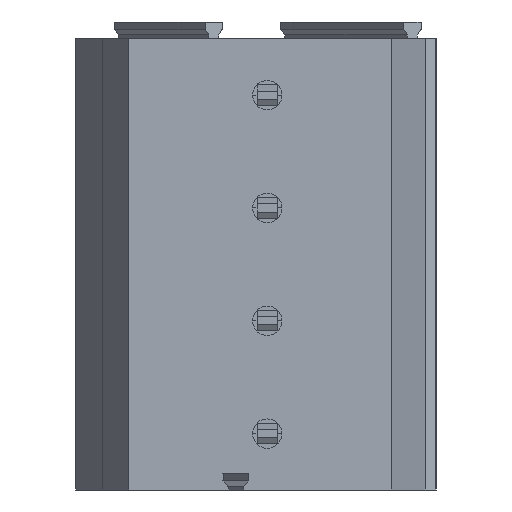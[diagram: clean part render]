
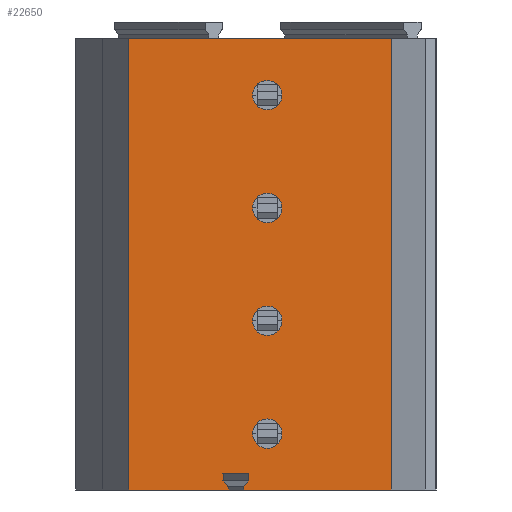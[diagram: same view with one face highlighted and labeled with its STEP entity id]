
A CAD part, front view. The second image highlights one B-rep face of the part: STEP entity #22650.
In plain terms, the highlighted planar face has unit normal (0, -1, 0).
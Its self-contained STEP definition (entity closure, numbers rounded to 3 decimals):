
#13360=CARTESIAN_POINT('',(-48.538,
   10.165,0.));
#13370=VERTEX_POINT('',#13360);
#13400=CARTESIAN_POINT('',(-49.188,
   10.165,0.));
#13410=DIRECTION('',(0.,-1.,
   0.));
#13420=DIRECTION('',(1.,0.,
   0.));
#13430=AXIS2_PLACEMENT_3D('',#13400,#13410,#13420);
#13440=CIRCLE('',#13430,0.65);
#13450=CARTESIAN_POINT('',(-49.838,
   10.165,0.));
#13460=VERTEX_POINT('',#13450);
#13470=EDGE_CURVE('',#13460,#13370,#13440,.T.);
#19910=CARTESIAN_POINT('',(-43.688,
   10.165,2.5));
#19920=VERTEX_POINT('',#19910);
#19950=CARTESIAN_POINT('',(-55.324,
   10.165,2.5));
#19960=DIRECTION('',(1.,0.,
   0.));
#19970=VECTOR('',#19960,1.);
#19980=LINE('',#19950,#19970);
#19990=CARTESIAN_POINT('',(-55.324,
   10.165,2.5));
#20000=VERTEX_POINT('',#19990);
#20010=EDGE_CURVE('',#20000,#19920,#19980,.T.);
#21250=CARTESIAN_POINT('',(-43.688,
   10.165,-5.));
#21260=DIRECTION('',(0.,-1.,
   0.));
#21270=DIRECTION('',(-1.,0.,
   0.));
#21280=AXIS2_PLACEMENT_3D('',#21250,#21260,#21270);
#21290=PLANE('',#21280);
#21300=ORIENTED_EDGE('',*,*,#20010,.F.);
#21310=CARTESIAN_POINT('',(-43.688,
   10.165,-10.));
#21320=DIRECTION('',(0.,0.,
   -1.));
#21330=VECTOR('',#21320,1.);
#21340=LINE('',#21310,#21330);
#21350=CARTESIAN_POINT('',(-43.688,
   10.165,-17.5));
#21360=VERTEX_POINT('',#21350);
#21370=EDGE_CURVE('',#19920,#21360,#21340,.T.);
#21380=ORIENTED_EDGE('',*,*,#21370,.F.);
#21390=CARTESIAN_POINT('',(0.,10.165
   ,-17.5));
#21400=DIRECTION('',(-1.,0.,
   0.));
#21410=VECTOR('',#21400,1.);
#21420=LINE('',#21390,#21410);
#21430=CARTESIAN_POINT('',(-50.237,
   10.165,-17.5));
#21440=VERTEX_POINT('',#21430);
#21450=EDGE_CURVE('',#21360,#21440,#21420,.T.);
#21460=ORIENTED_EDGE('',*,*,#21450,.F.);
#21470=CARTESIAN_POINT('',(-50.237,
   10.165,-10.));
#21480=DIRECTION('',(0.,0.,
   1.));
#21490=VECTOR('',#21480,1.);
#21500=LINE('',#21470,#21490);
#21510=CARTESIAN_POINT('',(-50.237,
   10.165,-17.333));
#21520=VERTEX_POINT('',#21510);
#21530=EDGE_CURVE('',#21440,#21520,#21500,.T.);
#21540=ORIENTED_EDGE('',*,*,#21530,.F.);
#21550=CARTESIAN_POINT('',(0.,10.165
   ,31.606));
#21560=DIRECTION('',(0.716,0.,
   0.698));
#21570=VECTOR('',#21560,1.);
#21580=LINE('',#21550,#21570);
#21590=CARTESIAN_POINT('',(-49.999,
   10.165,-17.101));
#21600=VERTEX_POINT('',#21590);
#21610=EDGE_CURVE('',#21520,#21600,#21580,.T.);
#21620=ORIENTED_EDGE('',*,*,#21610,.F.);
#21630=CARTESIAN_POINT('',(-49.999,
   10.165,-10.));
#21640=DIRECTION('',(0.,0.,
   1.));
#21650=VECTOR('',#21640,1.);
#21660=LINE('',#21630,#21650);
#21670=CARTESIAN_POINT('',(-49.999,
   10.165,-16.759));
#21680=VERTEX_POINT('',#21670);
#21690=EDGE_CURVE('',#21600,#21680,#21660,.T.);
#21700=ORIENTED_EDGE('',*,*,#21690,.F.);
#21710=CARTESIAN_POINT('',(0.,10.165
   ,-16.759));
#21720=DIRECTION('',(-1.,0.,
   0.));
#21730=VECTOR('',#21720,1.);
#21740=LINE('',#21710,#21730);
#21750=CARTESIAN_POINT('',(-51.132,
   10.165,-16.759));
#21760=VERTEX_POINT('',#21750);
#21770=EDGE_CURVE('',#21680,#21760,#21740,.T.);
#21780=ORIENTED_EDGE('',*,*,#21770,.F.);
#21790=CARTESIAN_POINT('',(-51.132,
   10.165,-10.));
#21800=DIRECTION('',(0.,0.,
   -1.));
#21810=VECTOR('',#21800,1.);
#21820=LINE('',#21790,#21810);
#21830=CARTESIAN_POINT('',(-51.132,
   10.165,-17.101));
#21840=VERTEX_POINT('',#21830);
#21850=EDGE_CURVE('',#21760,#21840,#21820,.T.);
#21860=ORIENTED_EDGE('',*,*,#21850,.F.);
#21870=CARTESIAN_POINT('',(0.,10.165
   ,-66.911));
#21880=DIRECTION('',(0.716,0.,
   -0.698));
#21890=VECTOR('',#21880,1.);
#21900=LINE('',#21870,#21890);
#21910=CARTESIAN_POINT('',(-50.894,
   10.165,-17.333));
#21920=VERTEX_POINT('',#21910);
#21930=EDGE_CURVE('',#21840,#21920,#21900,.T.);
#21940=ORIENTED_EDGE('',*,*,#21930,.F.);
#21950=CARTESIAN_POINT('',(-50.894,
   10.165,-10.));
#21960=DIRECTION('',(0.,0.,
   -1.));
#21970=VECTOR('',#21960,1.);
#21980=LINE('',#21950,#21970);
#21990=CARTESIAN_POINT('',(-50.894,
   10.165,-17.5));
#22000=VERTEX_POINT('',#21990);
#22010=EDGE_CURVE('',#21920,#22000,#21980,.T.);
#22020=ORIENTED_EDGE('',*,*,#22010,.F.);
#22030=CARTESIAN_POINT('',(-55.324,
   10.165,-17.5));
#22040=VERTEX_POINT('',#22030);
#22050=EDGE_CURVE('',#22000,#22040,#21420,.T.);
#22060=ORIENTED_EDGE('',*,*,#22050,.F.);
#22070=CARTESIAN_POINT('',(-55.324,
   10.165,-10.));
#22080=DIRECTION('',(0.,0.,
   1.));
#22090=VECTOR('',#22080,1.);
#22100=LINE('',#22070,#22090);
#22110=EDGE_CURVE('',#22040,#20000,#22100,.T.);
#22120=ORIENTED_EDGE('',*,*,#22110,.F.);
#22130=EDGE_LOOP('',(#22120,#22060,#22020,#21940,#21860,#21780,#21700,
   #21620,#21540,#21460,#21380,#21300));
#22140=FACE_OUTER_BOUND('',#22130,.T.);
#22150=ORIENTED_EDGE('',*,*,#13470,.F.);
#22160=EDGE_CURVE('',#13370,#13460,#13440,.T.);
#22170=ORIENTED_EDGE('',*,*,#22160,.F.);
#22180=EDGE_LOOP('',(#22170,#22150));
#22190=FACE_BOUND('',#22180,.T.);
#22200=CARTESIAN_POINT('',(-49.188,
   10.165,-5.));
#22210=DIRECTION('',(0.,-1.,
   0.));
#22220=DIRECTION('',(1.,0.,
   0.));
#22230=AXIS2_PLACEMENT_3D('',#22200,#22210,#22220);
#22240=CIRCLE('',#22230,0.65);
#22250=CARTESIAN_POINT('',(-49.838,
   10.165,-5.));
#22260=VERTEX_POINT('',#22250);
#22270=CARTESIAN_POINT('',(-48.538,
   10.165,-5.));
#22280=VERTEX_POINT('',#22270);
#22290=EDGE_CURVE('',#22260,#22280,#22240,.T.);
#22300=ORIENTED_EDGE('',*,*,#22290,.F.);
#22310=EDGE_CURVE('',#22280,#22260,#22240,.T.);
#22320=ORIENTED_EDGE('',*,*,#22310,.F.);
#22330=EDGE_LOOP('',(#22320,#22300));
#22340=FACE_BOUND('',#22330,.T.);
#22350=CARTESIAN_POINT('',(-49.188,
   10.165,-15.));
#22360=DIRECTION('',(0.,-1.,
   0.));
#22370=DIRECTION('',(1.,0.,
   0.));
#22380=AXIS2_PLACEMENT_3D('',#22350,#22360,#22370);
#22390=CIRCLE('',#22380,0.65);
#22400=CARTESIAN_POINT('',(-49.838,
   10.165,-15.));
#22410=VERTEX_POINT('',#22400);
#22420=CARTESIAN_POINT('',(-48.538,
   10.165,-15.));
#22430=VERTEX_POINT('',#22420);
#22440=EDGE_CURVE('',#22410,#22430,#22390,.T.);
#22450=ORIENTED_EDGE('',*,*,#22440,.F.);
#22460=EDGE_CURVE('',#22430,#22410,#22390,.T.);
#22470=ORIENTED_EDGE('',*,*,#22460,.F.);
#22480=EDGE_LOOP('',(#22470,#22450));
#22490=FACE_BOUND('',#22480,.T.);
#22500=CARTESIAN_POINT('',(-49.188,
   10.165,-10.));
#22510=DIRECTION('',(0.,-1.,
   0.));
#22520=DIRECTION('',(1.,0.,
   0.));
#22530=AXIS2_PLACEMENT_3D('',#22500,#22510,#22520);
#22540=CIRCLE('',#22530,0.65);
#22550=CARTESIAN_POINT('',(-49.838,
   10.165,-10.));
#22560=VERTEX_POINT('',#22550);
#22570=CARTESIAN_POINT('',(-48.538,
   10.165,-10.));
#22580=VERTEX_POINT('',#22570);
#22590=EDGE_CURVE('',#22560,#22580,#22540,.T.);
#22600=ORIENTED_EDGE('',*,*,#22590,.F.);
#22610=EDGE_CURVE('',#22580,#22560,#22540,.T.);
#22620=ORIENTED_EDGE('',*,*,#22610,.F.);
#22630=EDGE_LOOP('',(#22620,#22600));
#22640=FACE_BOUND('',#22630,.T.);
#22650=ADVANCED_FACE('',(#22140,#22190,#22340,#22490,#22640),#21290,.T.)
   ;
